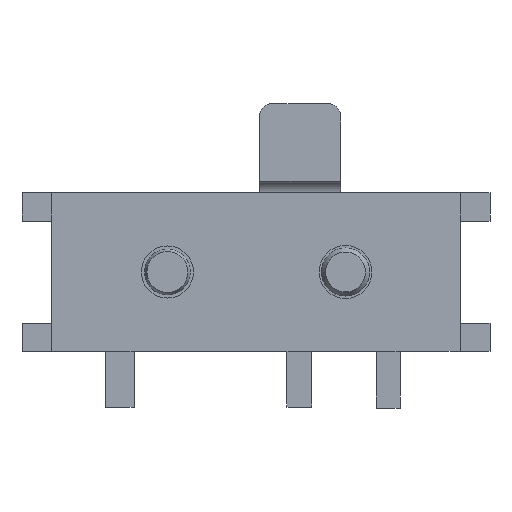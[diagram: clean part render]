
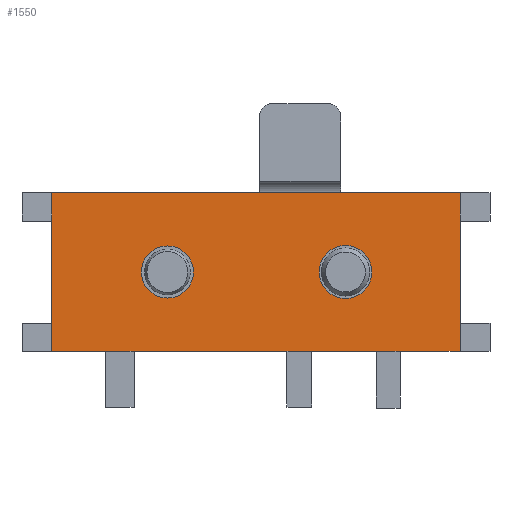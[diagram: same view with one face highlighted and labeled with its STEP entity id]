
A CAD part, front view. The second image highlights one B-rep face of the part: STEP entity #1550.
In plain terms, the highlighted planar face has unit normal (0, -1, 0).
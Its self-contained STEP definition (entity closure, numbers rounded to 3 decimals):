
#30=B_SPLINE_CURVE_WITH_KNOTS('',1,(#2029,#2030,#2031),.UNSPECIFIED.,.F.,
 .F.,(2,1,2),(0.,0.5,1.),.UNSPECIFIED.);
#38=LINE('',#2010,#167);
#39=LINE('',#2013,#168);
#40=LINE('',#2015,#169);
#41=LINE('',#2017,#170);
#42=LINE('',#2019,#171);
#43=LINE('',#2021,#172);
#44=LINE('',#2023,#173);
#45=LINE('',#2025,#174);
#46=LINE('',#2027,#175);
#47=LINE('',#2033,#176);
#48=LINE('',#2035,#177);
#49=LINE('',#2037,#178);
#50=LINE('',#2039,#179);
#167=VECTOR('',#1713,1000.);
#168=VECTOR('',#1714,1000.);
#169=VECTOR('',#1715,1000.);
#170=VECTOR('',#1716,1000.);
#171=VECTOR('',#1717,1000.);
#172=VECTOR('',#1718,1000.);
#173=VECTOR('',#1719,1000.);
#174=VECTOR('',#1720,1000.);
#175=VECTOR('',#1721,1000.);
#176=VECTOR('',#1722,1000.);
#177=VECTOR('',#1723,1000.);
#178=VECTOR('',#1724,1000.);
#179=VECTOR('',#1725,1000.);
#296=ORIENTED_EDGE('',*,*,#606,.T.);
#297=ORIENTED_EDGE('',*,*,#607,.T.);
#298=ORIENTED_EDGE('',*,*,#608,.T.);
#299=ORIENTED_EDGE('',*,*,#609,.T.);
#300=ORIENTED_EDGE('',*,*,#610,.T.);
#301=ORIENTED_EDGE('',*,*,#611,.T.);
#302=ORIENTED_EDGE('',*,*,#612,.T.);
#303=ORIENTED_EDGE('',*,*,#613,.T.);
#304=ORIENTED_EDGE('',*,*,#614,.T.);
#305=ORIENTED_EDGE('',*,*,#615,.T.);
#306=ORIENTED_EDGE('',*,*,#616,.T.);
#307=ORIENTED_EDGE('',*,*,#617,.T.);
#308=ORIENTED_EDGE('',*,*,#618,.T.);
#309=ORIENTED_EDGE('',*,*,#619,.T.);
#310=ORIENTED_EDGE('',*,*,#620,.T.);
#311=ORIENTED_EDGE('',*,*,#621,.T.);
#606=EDGE_CURVE('',#761,#761,#861,.T.);
#607=EDGE_CURVE('',#762,#762,#862,.T.);
#608=EDGE_CURVE('',#763,#764,#38,.F.);
#609=EDGE_CURVE('',#764,#765,#39,.T.);
#610=EDGE_CURVE('',#765,#766,#40,.F.);
#611=EDGE_CURVE('',#766,#767,#41,.T.);
#612=EDGE_CURVE('',#767,#768,#42,.F.);
#613=EDGE_CURVE('',#768,#769,#43,.T.);
#614=EDGE_CURVE('',#769,#770,#44,.F.);
#615=EDGE_CURVE('',#770,#771,#45,.F.);
#616=EDGE_CURVE('',#771,#772,#46,.F.);
#617=EDGE_CURVE('',#772,#773,#30,.T.);
#618=EDGE_CURVE('',#773,#774,#47,.T.);
#619=EDGE_CURVE('',#774,#775,#48,.T.);
#620=EDGE_CURVE('',#775,#776,#49,.T.);
#621=EDGE_CURVE('',#776,#763,#50,.T.);
#761=VERTEX_POINT('',#2007);
#762=VERTEX_POINT('',#2009);
#763=VERTEX_POINT('',#2011);
#764=VERTEX_POINT('',#2012);
#765=VERTEX_POINT('',#2014);
#766=VERTEX_POINT('',#2016);
#767=VERTEX_POINT('',#2018);
#768=VERTEX_POINT('',#2020);
#769=VERTEX_POINT('',#2022);
#770=VERTEX_POINT('',#2024);
#771=VERTEX_POINT('',#2026);
#772=VERTEX_POINT('',#2028);
#773=VERTEX_POINT('',#2032);
#774=VERTEX_POINT('',#2034);
#775=VERTEX_POINT('',#2036);
#776=VERTEX_POINT('',#2038);
#861=CIRCLE('',#1622,0.428);
#862=CIRCLE('',#1623,0.434);
#879=EDGE_LOOP('',(#296));
#880=EDGE_LOOP('',(#297));
#881=EDGE_LOOP('',(#298,#299,#300,#301,#302,#303,#304,#305,#306,#307,#308,
#309,#310,#311));
#954=FACE_BOUND('',#879,.T.);
#955=FACE_BOUND('',#880,.T.);
#956=FACE_BOUND('',#881,.T.);
#1029=PLANE('',#1621);
#1550=ADVANCED_FACE('',(#954,#955,#956),#1029,.T.);
#1621=AXIS2_PLACEMENT_3D('',#2005,#1707,#1708);
#1622=AXIS2_PLACEMENT_3D('',#2006,#1709,#1710);
#1623=AXIS2_PLACEMENT_3D('',#2008,#1711,#1712);
#1707=DIRECTION('',(0.,-1.,0.));
#1708=DIRECTION('',(1.,0.,0.));
#1709=DIRECTION('',(0.,1.,0.));
#1710=DIRECTION('',(0.,0.,1.));
#1711=DIRECTION('',(0.,1.,0.));
#1712=DIRECTION('',(0.,0.,1.));
#1713=DIRECTION('',(-1.,0.,0.));
#1714=DIRECTION('',(1.,0.,0.));
#1715=DIRECTION('',(-1.,0.,0.));
#1716=DIRECTION('',(1.,0.,0.));
#1717=DIRECTION('',(-1.,0.,0.));
#1718=DIRECTION('',(1.,0.,0.));
#1719=DIRECTION('',(-1.,0.,0.));
#1720=DIRECTION('',(0.,0.,-1.));
#1721=DIRECTION('',(0.,0.,-1.));
#1722=DIRECTION('',(-1.,0.,0.));
#1723=DIRECTION('',(0.,0.,-1.));
#1724=DIRECTION('',(0.,0.,-1.));
#1725=DIRECTION('',(0.,0.,-1.));
#2005=CARTESIAN_POINT('',(3.35,0.,1.3));
#2006=CARTESIAN_POINT('',(-1.454,0.,0.));
#2007=CARTESIAN_POINT('',(-1.454,0.,0.428));
#2008=CARTESIAN_POINT('',(1.468,0.,0.));
#2009=CARTESIAN_POINT('',(1.468,0.,0.434));
#2010=CARTESIAN_POINT('',(3.35,0.,-1.3));
#2011=CARTESIAN_POINT('',(-3.35,0.,-1.301));
#2012=CARTESIAN_POINT('',(-2.464,0.,-1.3));
#2013=CARTESIAN_POINT('',(3.35,0.,-1.3));
#2014=CARTESIAN_POINT('',(-2.001,0.,-1.3));
#2015=CARTESIAN_POINT('',(3.35,0.,-1.3));
#2016=CARTESIAN_POINT('',(0.509,0.,-1.3));
#2017=CARTESIAN_POINT('',(3.35,0.,-1.3));
#2018=CARTESIAN_POINT('',(0.914,0.,-1.3));
#2019=CARTESIAN_POINT('',(3.35,0.,-1.3));
#2020=CARTESIAN_POINT('',(1.973,0.,-1.3));
#2021=CARTESIAN_POINT('',(3.35,0.,-1.3));
#2022=CARTESIAN_POINT('',(2.366,0.,-1.3));
#2023=CARTESIAN_POINT('',(3.35,0.,-1.3));
#2024=CARTESIAN_POINT('',(3.35,0.,-1.301));
#2025=CARTESIAN_POINT('',(3.35,0.,1.3));
#2026=CARTESIAN_POINT('',(3.35,0.,-0.837));
#2027=CARTESIAN_POINT('',(3.35,0.,1.3));
#2028=CARTESIAN_POINT('',(3.35,0.,0.836));
#2029=CARTESIAN_POINT('',(3.35,0.,-1.3));
#2030=CARTESIAN_POINT('',(3.35,0.,0.836));
#2031=CARTESIAN_POINT('',(3.35,0.,1.3));
#2032=CARTESIAN_POINT('',(3.35,0.,1.3));
#2033=CARTESIAN_POINT('',(3.35,0.,1.3));
#2034=CARTESIAN_POINT('',(-3.35,0.,1.3));
#2035=CARTESIAN_POINT('',(-3.35,0.,1.3));
#2036=CARTESIAN_POINT('',(-3.35,0.,0.836));
#2037=CARTESIAN_POINT('',(-3.35,0.,1.3));
#2038=CARTESIAN_POINT('',(-3.35,0.,-0.837));
#2039=CARTESIAN_POINT('',(-3.35,0.,1.3));
